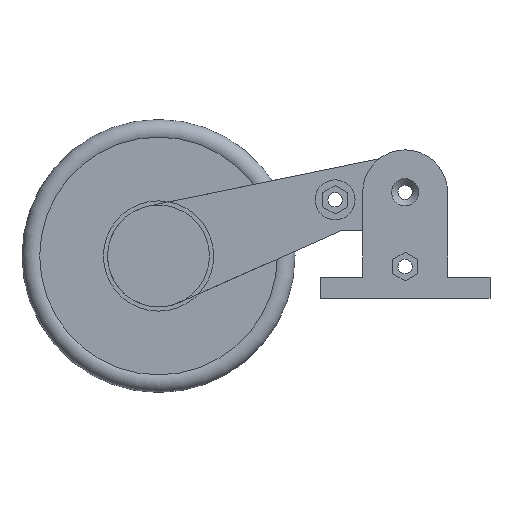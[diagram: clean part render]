
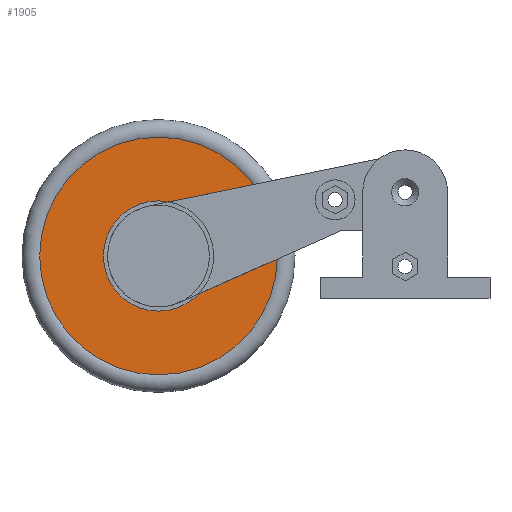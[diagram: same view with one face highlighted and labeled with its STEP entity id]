
A CAD part, front view. The second image highlights one B-rep face of the part: STEP entity #1905.
In plain terms, the highlighted face is planar.
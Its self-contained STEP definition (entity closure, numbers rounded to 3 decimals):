
#155=FACE_BOUND('',#499,.T.);
#232=CIRCLE('',#2165,28.);
#236=CIRCLE('',#2171,13.);
#344=FACE_OUTER_BOUND('',#498,.T.);
#498=EDGE_LOOP('',(#1723));
#499=EDGE_LOOP('',(#1724));
#988=VERTEX_POINT('',#3263);
#992=VERTEX_POINT('',#3275);
#1231=EDGE_CURVE('',#988,#988,#232,.T.);
#1237=EDGE_CURVE('',#992,#992,#236,.T.);
#1723=ORIENTED_EDGE('',*,*,#1231,.T.);
#1724=ORIENTED_EDGE('',*,*,#1237,.T.);
#1799=PLANE('',#2173);
#1905=ADVANCED_FACE('',(#344,#155),#1799,.T.);
#2165=AXIS2_PLACEMENT_3D('',#3265,#2715,#2716);
#2171=AXIS2_PLACEMENT_3D('',#3277,#2729,#2730);
#2173=AXIS2_PLACEMENT_3D('',#3279,#2733,#2734);
#2715=DIRECTION('center_axis',(0.,1.,0.));
#2716=DIRECTION('ref_axis',(1.,0.,0.));
#2729=DIRECTION('center_axis',(0.,-1.,0.));
#2730=DIRECTION('ref_axis',(1.,0.,0.));
#2733=DIRECTION('center_axis',(0.,1.,0.));
#2734=DIRECTION('ref_axis',(1.,0.,0.));
#3263=CARTESIAN_POINT('',(-28.,0.,0.));
#3265=CARTESIAN_POINT('Origin',(0.,0.,0.));
#3275=CARTESIAN_POINT('',(-13.,0.,0.));
#3277=CARTESIAN_POINT('Origin',(0.,0.,0.));
#3279=CARTESIAN_POINT('Origin',(0.,0.,0.));
